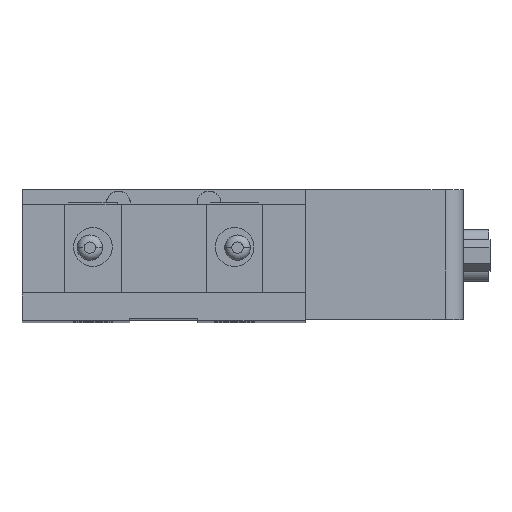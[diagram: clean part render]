
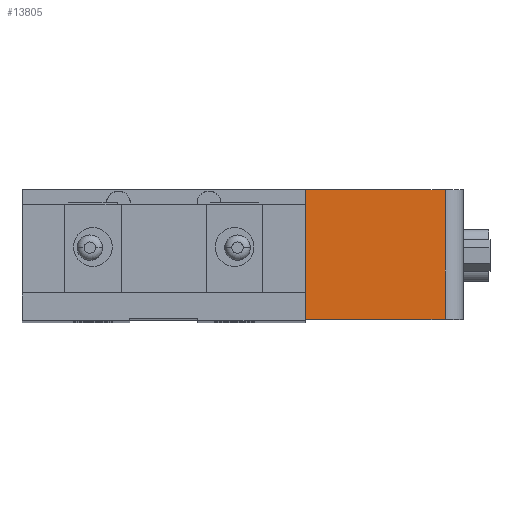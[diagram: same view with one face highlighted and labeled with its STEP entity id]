
A CAD part, top view. The second image highlights one B-rep face of the part: STEP entity #13805.
In plain terms, the highlighted planar face has unit normal (0, 0, 1).
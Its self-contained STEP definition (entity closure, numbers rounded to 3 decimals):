
#1252 = DIRECTION ( 'NONE',  ( 1., 0., 0. ) ) ;
#2291 = LINE ( 'NONE', #13219, #15514 ) ;
#2453 = VERTEX_POINT ( 'NONE', #4609 ) ;
#3845 = VECTOR ( 'NONE', #6857, 1000. ) ;
#4084 = DIRECTION ( 'NONE',  ( 0., 0., 1. ) ) ;
#4609 = CARTESIAN_POINT ( 'NONE',  ( 13.575, -12.5, 18.5 ) ) ;
#4677 = VERTEX_POINT ( 'NONE', #14273 ) ;
#5409 = PLANE ( 'NONE',  #7594 ) ;
#5483 = LINE ( 'NONE', #6655, #7936 ) ;
#5592 = LINE ( 'NONE', #12260, #3845 ) ;
#5846 = VERTEX_POINT ( 'NONE', #12600 ) ;
#6655 = CARTESIAN_POINT ( 'NONE',  ( 43.41, 10.4, 18.5 ) ) ;
#6857 = DIRECTION ( 'NONE',  ( 1., 0., 0. ) ) ;
#7594 = AXIS2_PLACEMENT_3D ( 'NONE', #13500, #4084, #1252 ) ;
#7936 = VECTOR ( 'NONE', #16136, 1000. ) ;
#8199 = ORIENTED_EDGE ( 'NONE', *, *, #8672, .T. ) ;
#8323 = VERTEX_POINT ( 'NONE', #16520 ) ;
#8672 = EDGE_CURVE ( 'NONE', #2453, #8323, #5592, .T. ) ;
#9316 = DIRECTION ( 'NONE',  ( 0., -1., 0. ) ) ;
#10466 = EDGE_CURVE ( 'NONE', #5846, #4677, #5483, .T. ) ;
#10790 = EDGE_CURVE ( 'NONE', #8323, #4677, #13559, .T. ) ;
#11616 = VECTOR ( 'NONE', #16201, 1000. ) ;
#11849 = ORIENTED_EDGE ( 'NONE', *, *, #10790, .T. ) ;
#12131 = CARTESIAN_POINT ( 'NONE',  ( 49.635, -12.5, 18.5 ) ) ;
#12149 = EDGE_LOOP ( 'NONE', ( #16087, #15774, #8199, #11849 ) ) ;
#12260 = CARTESIAN_POINT ( 'NONE',  ( 43.41, -12.5, 18.5 ) ) ;
#12600 = CARTESIAN_POINT ( 'NONE',  ( 13.575, 10.4, 18.5 ) ) ;
#13219 = CARTESIAN_POINT ( 'NONE',  ( 13.575, -12.5, 18.5 ) ) ;
#13500 = CARTESIAN_POINT ( 'NONE',  ( 43.41, -12.5, 18.5 ) ) ;
#13559 = LINE ( 'NONE', #12131, #11616 ) ;
#13805 = ADVANCED_FACE ( 'NONE', ( #17378 ), #5409, .T. ) ;
#14215 = EDGE_CURVE ( 'NONE', #5846, #2453, #2291, .T. ) ;
#14273 = CARTESIAN_POINT ( 'NONE',  ( 49.635, 10.4, 18.5 ) ) ;
#15514 = VECTOR ( 'NONE', #9316, 1000. ) ;
#15774 = ORIENTED_EDGE ( 'NONE', *, *, #14215, .T. ) ;
#16087 = ORIENTED_EDGE ( 'NONE', *, *, #10466, .F. ) ;
#16136 = DIRECTION ( 'NONE',  ( 1., 0., 0. ) ) ;
#16201 = DIRECTION ( 'NONE',  ( 0., 1., 0. ) ) ;
#16520 = CARTESIAN_POINT ( 'NONE',  ( 49.635, -12.5, 18.5 ) ) ;
#17378 = FACE_OUTER_BOUND ( 'NONE', #12149, .T. ) ;
